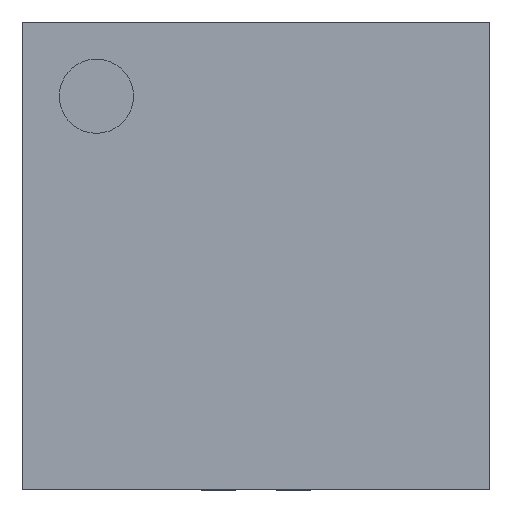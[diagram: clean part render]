
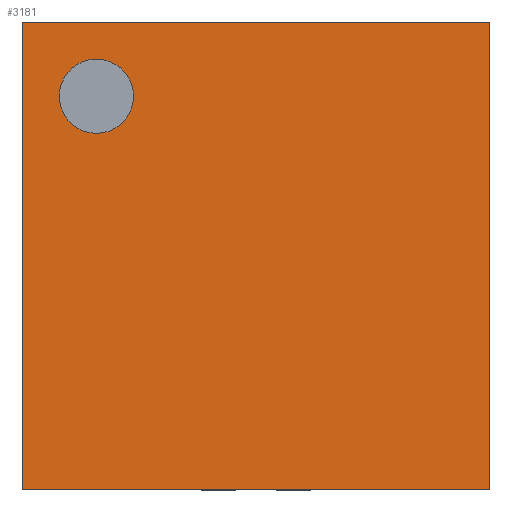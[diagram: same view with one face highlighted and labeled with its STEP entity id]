
A CAD part, top view. The second image highlights one B-rep face of the part: STEP entity #3181.
In plain terms, the highlighted planar face has unit normal (0, 0, 1).
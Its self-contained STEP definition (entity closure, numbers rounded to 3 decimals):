
#854=CARTESIAN_POINT('',(-0.825,1.075,1.0));
#855=VERTEX_POINT('',#854);
#864=CARTESIAN_POINT('',(-1.325,1.075,1.0));
#865=VERTEX_POINT('',#864);
#866=CARTESIAN_POINT('',(-1.075,1.075,1.0));
#867=DIRECTION('',(0.0,0.0,-1.0));
#868=DIRECTION('',(1.0,0.0,0.0));
#869=AXIS2_PLACEMENT_3D('',#866,#867,#868);
#870=CIRCLE('',#869,0.25);
#871=EDGE_CURVE('',#865,#855,#870,.T.);
#1918=CARTESIAN_POINT('',(1.575,-1.575,1.0));
#1919=VERTEX_POINT('',#1918);
#1926=CARTESIAN_POINT('',(-1.575,-1.575,1.0));
#1927=VERTEX_POINT('',#1926);
#1928=CARTESIAN_POINT('',(1.575,-1.575,1.0));
#1929=DIRECTION('',(-1.0,0.0,0.0));
#1930=VECTOR('',#1929,3.15);
#1931=LINE('',#1928,#1930);
#1932=EDGE_CURVE('',#1919,#1927,#1931,.T.);
#1958=CARTESIAN_POINT('',(-1.075,1.075,1.0));
#1959=DIRECTION('',(0.0,0.0,-1.0));
#1960=DIRECTION('',(1.0,0.0,0.0));
#1961=AXIS2_PLACEMENT_3D('',#1958,#1959,#1960);
#1962=CIRCLE('',#1961,0.25);
#1963=EDGE_CURVE('',#855,#865,#1962,.T.);
#3061=CARTESIAN_POINT('',(-1.575,1.575,1.0));
#3062=VERTEX_POINT('',#3061);
#3063=CARTESIAN_POINT('',(-1.575,-1.575,1.0));
#3064=DIRECTION('',(0.0,1.0,0.0));
#3065=VECTOR('',#3064,3.15);
#3066=LINE('',#3063,#3065);
#3067=EDGE_CURVE('',#1927,#3062,#3066,.T.);
#3105=CARTESIAN_POINT('',(1.575,1.575,1.0));
#3106=VERTEX_POINT('',#3105);
#3107=CARTESIAN_POINT('',(-1.575,1.575,1.0));
#3108=DIRECTION('',(1.0,0.0,0.0));
#3109=VECTOR('',#3108,3.15);
#3110=LINE('',#3107,#3109);
#3111=EDGE_CURVE('',#3062,#3106,#3110,.T.);
#3137=CARTESIAN_POINT('',(1.575,1.575,1.0));
#3138=DIRECTION('',(0.0,-1.0,0.0));
#3139=VECTOR('',#3138,3.15);
#3140=LINE('',#3137,#3139);
#3141=EDGE_CURVE('',#3106,#1919,#3140,.T.);
#3166=CARTESIAN_POINT('',(0.,0.,1.0));
#3167=DIRECTION('',(0.0,0.0,1.0));
#3168=DIRECTION('',(1.0,0.0,0.0));
#3169=AXIS2_PLACEMENT_3D('',#3166,#3167,#3168);
#3170=PLANE('',#3169);
#3171=ORIENTED_EDGE('',*,*,#3067,.F.);
#3172=ORIENTED_EDGE('',*,*,#1932,.F.);
#3173=ORIENTED_EDGE('',*,*,#3141,.F.);
#3174=ORIENTED_EDGE('',*,*,#3111,.F.);
#3175=EDGE_LOOP('',(#3171,#3172,#3173,#3174));
#3176=FACE_OUTER_BOUND('',#3175,.T.);
#3177=ORIENTED_EDGE('',*,*,#1963,.T.);
#3178=ORIENTED_EDGE('',*,*,#871,.T.);
#3179=EDGE_LOOP('',(#3177,#3178));
#3180=FACE_BOUND('',#3179,.T.);
#3181=ADVANCED_FACE('',(#3176,#3180),#3170,.T.);
